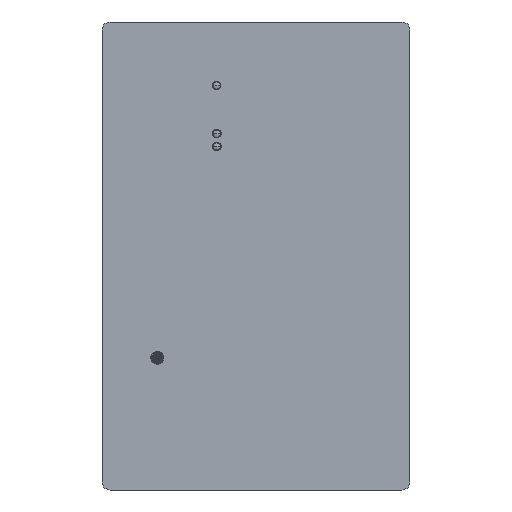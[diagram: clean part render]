
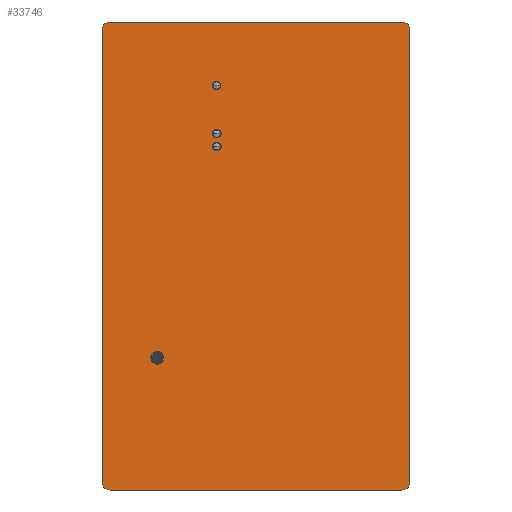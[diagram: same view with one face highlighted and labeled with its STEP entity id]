
A CAD part, front view. The second image highlights one B-rep face of the part: STEP entity #33746.
In plain terms, the highlighted planar face has unit normal (0, -1, 0).
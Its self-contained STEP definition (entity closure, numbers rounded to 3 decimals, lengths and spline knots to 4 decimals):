
#416=FACE_BOUND('',#6199,.T.);
#417=FACE_BOUND('',#6200,.T.);
#418=FACE_BOUND('',#6201,.T.);
#419=FACE_BOUND('',#6202,.T.);
#1147=CIRCLE('',#36094,0.1016);
#1202=CIRCLE('',#36203,0.0675);
#1203=CIRCLE('',#36205,0.0675);
#1205=CIRCLE('',#36209,0.0675);
#1233=CIRCLE('',#36285,0.125);
#1234=CIRCLE('',#36286,0.125);
#1235=CIRCLE('',#36287,0.125);
#1236=CIRCLE('',#36288,0.125);
#2228=PLANE('',#36284);
#4417=FACE_OUTER_BOUND('',#6198,.T.);
#6198=EDGE_LOOP('',(#29366,#29367,#29368,#29369,#29370,#29371,#29372,#29373));
#6199=EDGE_LOOP('',(#29374));
#6200=EDGE_LOOP('',(#29375));
#6201=EDGE_LOOP('',(#29376));
#6202=EDGE_LOOP('',(#29377));
#9377=LINE('',#58930,#12961);
#9378=LINE('',#58934,#12962);
#9379=LINE('',#58938,#12963);
#9380=LINE('',#58941,#12964);
#12961=VECTOR('',#43912,0.3937);
#12962=VECTOR('',#43915,0.3937);
#12963=VECTOR('',#43918,0.3937);
#12964=VECTOR('',#43921,0.3937);
#16249=VERTEX_POINT('',#58431);
#16352=VERTEX_POINT('',#58742);
#16353=VERTEX_POINT('',#58746);
#16355=VERTEX_POINT('',#58753);
#16393=VERTEX_POINT('',#58926);
#16394=VERTEX_POINT('',#58927);
#16395=VERTEX_POINT('',#58929);
#16396=VERTEX_POINT('',#58931);
#16397=VERTEX_POINT('',#58933);
#16398=VERTEX_POINT('',#58935);
#16399=VERTEX_POINT('',#58937);
#16400=VERTEX_POINT('',#58939);
#20676=EDGE_CURVE('',#16249,#16249,#1147,.T.);
#20830=EDGE_CURVE('',#16352,#16352,#1202,.T.);
#20832=EDGE_CURVE('',#16353,#16353,#1203,.T.);
#20835=EDGE_CURVE('',#16355,#16355,#1205,.T.);
#20922=EDGE_CURVE('',#16393,#16394,#1233,.T.);
#20923=EDGE_CURVE('',#16395,#16393,#9377,.T.);
#20924=EDGE_CURVE('',#16396,#16395,#1234,.T.);
#20925=EDGE_CURVE('',#16397,#16396,#9378,.T.);
#20926=EDGE_CURVE('',#16398,#16397,#1235,.T.);
#20927=EDGE_CURVE('',#16399,#16398,#9379,.T.);
#20928=EDGE_CURVE('',#16400,#16399,#1236,.T.);
#20929=EDGE_CURVE('',#16394,#16400,#9380,.T.);
#29366=ORIENTED_EDGE('',*,*,#20922,.F.);
#29367=ORIENTED_EDGE('',*,*,#20923,.F.);
#29368=ORIENTED_EDGE('',*,*,#20924,.F.);
#29369=ORIENTED_EDGE('',*,*,#20925,.F.);
#29370=ORIENTED_EDGE('',*,*,#20926,.F.);
#29371=ORIENTED_EDGE('',*,*,#20927,.F.);
#29372=ORIENTED_EDGE('',*,*,#20928,.F.);
#29373=ORIENTED_EDGE('',*,*,#20929,.F.);
#29374=ORIENTED_EDGE('',*,*,#20835,.T.);
#29375=ORIENTED_EDGE('',*,*,#20832,.T.);
#29376=ORIENTED_EDGE('',*,*,#20830,.T.);
#29377=ORIENTED_EDGE('',*,*,#20676,.T.);
#33746=ADVANCED_FACE('',(#4417,#416,#417,#418,#419),#2228,.T.);
#36094=AXIS2_PLACEMENT_3D('',#58432,#43368,#43369);
#36203=AXIS2_PLACEMENT_3D('',#58743,#43685,#43686);
#36205=AXIS2_PLACEMENT_3D('',#58747,#43690,#43691);
#36209=AXIS2_PLACEMENT_3D('',#58754,#43699,#43700);
#36284=AXIS2_PLACEMENT_3D('',#58925,#43908,#43909);
#36285=AXIS2_PLACEMENT_3D('',#58928,#43910,#43911);
#36286=AXIS2_PLACEMENT_3D('',#58932,#43913,#43914);
#36287=AXIS2_PLACEMENT_3D('',#58936,#43916,#43917);
#36288=AXIS2_PLACEMENT_3D('',#58940,#43919,#43920);
#43368=DIRECTION('center_axis',(0.,1.,0.));
#43369=DIRECTION('ref_axis',(1.,0.,0.));
#43685=DIRECTION('center_axis',(0.,1.,0.));
#43686=DIRECTION('ref_axis',(1.,0.,0.));
#43690=DIRECTION('center_axis',(0.,1.,0.));
#43691=DIRECTION('ref_axis',(1.,0.,0.));
#43699=DIRECTION('center_axis',(0.,1.,0.));
#43700=DIRECTION('ref_axis',(1.,0.,0.));
#43908=DIRECTION('center_axis',(0.,-1.,0.));
#43909=DIRECTION('ref_axis',(1.,0.,0.));
#43910=DIRECTION('center_axis',(0.,1.,0.));
#43911=DIRECTION('ref_axis',(0.,0.,1.));
#43912=DIRECTION('',(1.,0.,0.));
#43913=DIRECTION('center_axis',(0.,1.,0.));
#43914=DIRECTION('ref_axis',(-1.,0.,0.));
#43915=DIRECTION('',(0.,0.,1.));
#43916=DIRECTION('center_axis',(0.,1.,0.));
#43917=DIRECTION('ref_axis',(0.,0.,-1.));
#43918=DIRECTION('',(-1.,0.,0.));
#43919=DIRECTION('center_axis',(0.,1.,0.));
#43920=DIRECTION('ref_axis',(1.,0.,0.));
#43921=DIRECTION('',(0.,0.,-1.));
#58431=CARTESIAN_POINT('',(-1.6406,0.,-1.5874));
#58432=CARTESIAN_POINT('Origin',(-1.539,0.,-1.5874));
#58742=CARTESIAN_POINT('',(-0.6794,0.,1.9074));
#58743=CARTESIAN_POINT('Origin',(-0.6119,0.,1.9074));
#58746=CARTESIAN_POINT('',(-0.681,0.,2.6576));
#58747=CARTESIAN_POINT('Origin',(-0.6135,0.,2.6576));
#58753=CARTESIAN_POINT('',(-0.6794,0.,1.7079));
#58754=CARTESIAN_POINT('Origin',(-0.6119,0.,1.7079));
#58925=CARTESIAN_POINT('Origin',(0.,0.,-0.874));
#58926=CARTESIAN_POINT('',(2.275,0.,3.6475));
#58927=CARTESIAN_POINT('',(2.4,0.,3.5225));
#58928=CARTESIAN_POINT('Origin',(2.275,0.,3.5225));
#58929=CARTESIAN_POINT('',(-2.275,0.,3.6475));
#58930=CARTESIAN_POINT('',(-2.275,0.,3.6475));
#58931=CARTESIAN_POINT('',(-2.4,0.,3.5225));
#58932=CARTESIAN_POINT('Origin',(-2.275,0.,3.5225));
#58933=CARTESIAN_POINT('',(-2.4,0.,-3.5225));
#58934=CARTESIAN_POINT('',(-2.4,0.,-3.5225));
#58935=CARTESIAN_POINT('',(-2.275,0.,-3.6475));
#58936=CARTESIAN_POINT('Origin',(-2.275,0.,-3.5225));
#58937=CARTESIAN_POINT('',(2.275,0.,-3.6475));
#58938=CARTESIAN_POINT('',(2.275,0.,-3.6475));
#58939=CARTESIAN_POINT('',(2.4,0.,-3.5225));
#58940=CARTESIAN_POINT('Origin',(2.275,0.,-3.5225));
#58941=CARTESIAN_POINT('',(2.4,0.,3.5225));
